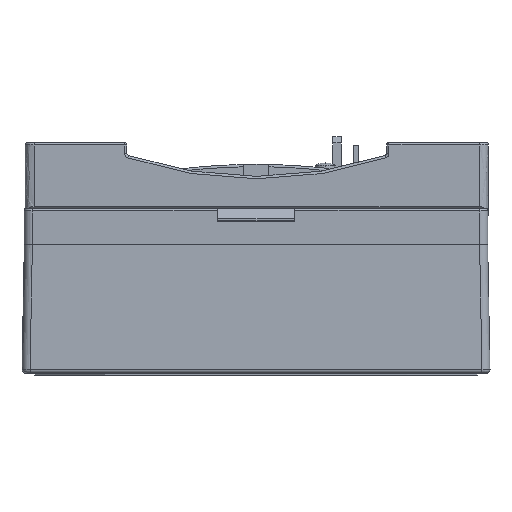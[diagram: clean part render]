
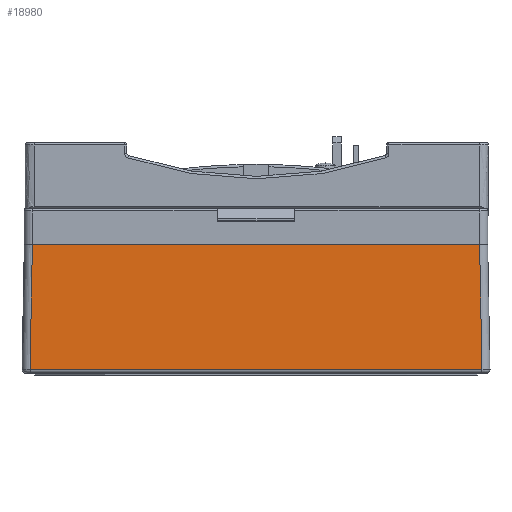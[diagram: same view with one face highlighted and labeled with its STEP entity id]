
A CAD part, left-side view. The second image highlights one B-rep face of the part: STEP entity #18980.
In plain terms, the highlighted free-form (B-spline) face has degree [1, 1] with [2, 2] control points.
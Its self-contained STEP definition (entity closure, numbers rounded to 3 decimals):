
#8784=CARTESIAN_POINT('',(-22.15,27.8,16.2));
#8785=VERTEX_POINT('',#8784);
#8802=CARTESIAN_POINT('',(-22.15,27.8,16.2));
#8803=VERTEX_POINT('',#8802);
#8811=CARTESIAN_POINT('',(-22.15,27.8,16.2));
#8812=DIRECTION('',(0.0,1.0,0.0));
#8813=VECTOR('',#8812,0.);
#8814=LINE('',#8811,#8813);
#8815=EDGE_CURVE('',#8785,#8803,#8814,.T.);
#9976=CARTESIAN_POINT('',(-22.392,28.091,0.708));
#9977=VERTEX_POINT('',#9976);
#9978=CARTESIAN_POINT('',(-22.15,27.8,16.2));
#9979=DIRECTION('',(-0.016,0.019,-1.));
#9980=VECTOR('',#9979,15.497);
#9981=LINE('',#9978,#9980);
#9982=EDGE_CURVE('',#8803,#9977,#9981,.T.);
#18295=CARTESIAN_POINT('',(-22.392,-28.091,0.708));
#18296=VERTEX_POINT('',#18295);
#18304=CARTESIAN_POINT('',(-22.392,28.091,0.708));
#18305=DIRECTION('',(0.0,-1.0,0.0));
#18306=VECTOR('',#18305,56.182);
#18307=LINE('',#18304,#18306);
#18308=EDGE_CURVE('',#9977,#18296,#18307,.T.);
#18948=CARTESIAN_POINT('',(-22.392,-28.091,0.708));
#18949=CARTESIAN_POINT('',(-22.15,-28.091,16.2));
#18950=CARTESIAN_POINT('',(-22.392,28.091,0.708));
#18951=CARTESIAN_POINT('',(-22.15,28.091,16.2));
#18952=B_SPLINE_SURFACE_WITH_KNOTS('',1,1,((#18948,#18950),(#18949,#18951)),.UNSPECIFIED.,.F.,.F.,.U.,(2,2),(2,2),(0.0,15.494),(0.0,56.182),.UNSPECIFIED.);
#18953=CARTESIAN_POINT('',(-22.15,-27.8,16.2));
#18954=VERTEX_POINT('',#18953);
#18955=CARTESIAN_POINT('',(-22.392,-28.091,0.708));
#18956=DIRECTION('',(0.016,0.019,1.));
#18957=VECTOR('',#18956,15.497);
#18958=LINE('',#18955,#18957);
#18959=EDGE_CURVE('',#18296,#18954,#18958,.T.);
#18960=ORIENTED_EDGE('',*,*,#18959,.T.);
#18961=CARTESIAN_POINT('',(-22.15,-27.8,16.2));
#18962=VERTEX_POINT('',#18961);
#18963=CARTESIAN_POINT('',(-22.15,-27.8,16.2));
#18964=DIRECTION('',(0.0,1.0,0.0));
#18965=VECTOR('',#18964,0.);
#18966=LINE('',#18963,#18965);
#18967=EDGE_CURVE('',#18954,#18962,#18966,.T.);
#18968=ORIENTED_EDGE('',*,*,#18967,.T.);
#18969=CARTESIAN_POINT('',(-22.15,-27.8,16.2));
#18970=DIRECTION('',(0.0,1.0,0.0));
#18971=VECTOR('',#18970,55.6);
#18972=LINE('',#18969,#18971);
#18973=EDGE_CURVE('',#18962,#8785,#18972,.T.);
#18974=ORIENTED_EDGE('',*,*,#18973,.T.);
#18975=ORIENTED_EDGE('',*,*,#8815,.T.);
#18976=ORIENTED_EDGE('',*,*,#9982,.T.);
#18977=ORIENTED_EDGE('',*,*,#18308,.T.);
#18978=EDGE_LOOP('',(#18960,#18968,#18974,#18975,#18976,#18977));
#18979=FACE_OUTER_BOUND('',#18978,.T.);
#18980=ADVANCED_FACE('',(#18979),#18952,.T.);
